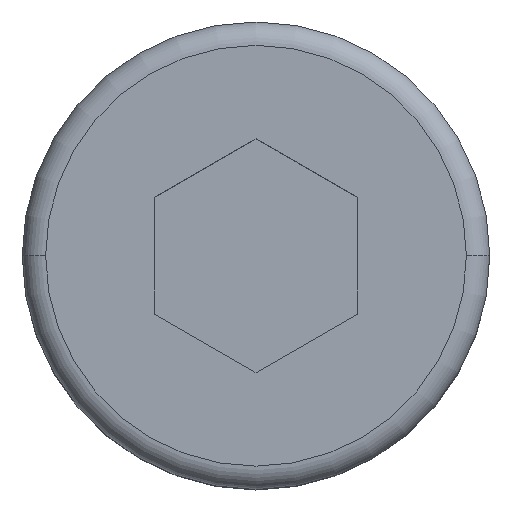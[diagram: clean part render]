
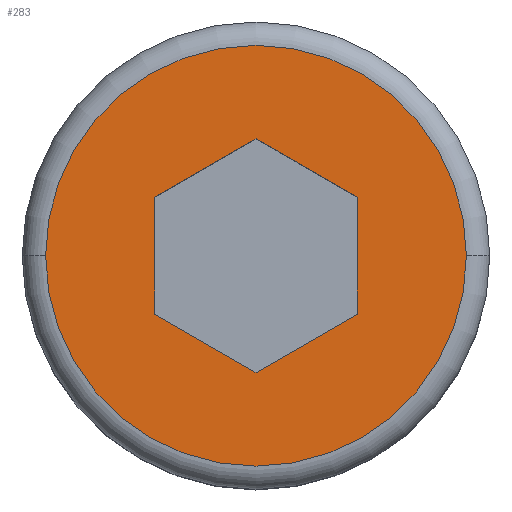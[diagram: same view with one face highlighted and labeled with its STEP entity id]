
A CAD part, top view. The second image highlights one B-rep face of the part: STEP entity #283.
In plain terms, the highlighted planar face has unit normal (0, 0, 1).
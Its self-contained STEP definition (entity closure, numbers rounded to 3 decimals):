
#6 = CARTESIAN_POINT ( 'NONE',  ( -4.5, 0., 36. ) ) ;
#8 = LINE ( 'NONE', #261, #507 ) ;
#37 = LINE ( 'NONE', #237, #81 ) ;
#50 = DIRECTION ( 'NONE',  ( 0., 0., 1. ) ) ;
#71 = VERTEX_POINT ( 'NONE', #186 ) ;
#75 = ORIENTED_EDGE ( 'NONE', *, *, #169, .F. ) ;
#81 = VECTOR ( 'NONE', #288, 1000. ) ;
#82 = CARTESIAN_POINT ( 'NONE',  ( 0., -2.5, 36. ) ) ;
#92 = CARTESIAN_POINT ( 'NONE',  ( 2.165, -1.25, 36. ) ) ;
#107 = CARTESIAN_POINT ( 'NONE',  ( -2.165, 1.25, 36. ) ) ;
#116 = LINE ( 'NONE', #310, #127 ) ;
#127 = VECTOR ( 'NONE', #313, 1000. ) ;
#128 = EDGE_CURVE ( 'NONE', #203, #527, #8, .T. ) ;
#131 = ORIENTED_EDGE ( 'NONE', *, *, #427, .F. ) ;
#136 = VERTEX_POINT ( 'NONE', #148 ) ;
#140 = CARTESIAN_POINT ( 'NONE',  ( 2.165, -1.25, 36. ) ) ;
#143 = ORIENTED_EDGE ( 'NONE', *, *, #149, .F. ) ;
#148 = CARTESIAN_POINT ( 'NONE',  ( -2.165, 1.25, 36. ) ) ;
#149 = EDGE_CURVE ( 'NONE', #136, #71, #162, .T. ) ;
#151 = DIRECTION ( 'NONE',  ( 0., -1., 0. ) ) ;
#153 = DIRECTION ( 'NONE',  ( 0.866, -0.5, 0. ) ) ;
#157 = CARTESIAN_POINT ( 'NONE',  ( 0., 0., 36. ) ) ;
#158 = EDGE_LOOP ( 'NONE', ( #385, #131, #222, #284, #143, #75 ) ) ;
#162 = LINE ( 'NONE', #107, #233 ) ;
#169 = EDGE_CURVE ( 'NONE', #360, #136, #116, .T. ) ;
#186 = CARTESIAN_POINT ( 'NONE',  ( -2.165, -1.25, 36. ) ) ;
#191 = CARTESIAN_POINT ( 'NONE',  ( 2.165, 1.25, 36. ) ) ;
#197 = CIRCLE ( 'NONE', #484, 4.5 ) ;
#203 = VERTEX_POINT ( 'NONE', #82 ) ;
#211 = VECTOR ( 'NONE', #482, 1000. ) ;
#213 = AXIS2_PLACEMENT_3D ( 'NONE', #157, #457, #513 ) ;
#219 = DIRECTION ( 'NONE',  ( 0., 0., 1. ) ) ;
#222 = ORIENTED_EDGE ( 'NONE', *, *, #128, .F. ) ;
#233 = VECTOR ( 'NONE', #151, 1000. ) ;
#237 = CARTESIAN_POINT ( 'NONE',  ( 2.165, 1.25, 36. ) ) ;
#241 = ORIENTED_EDGE ( 'NONE', *, *, #424, .T. ) ;
#248 = EDGE_CURVE ( 'NONE', #71, #203, #542, .T. ) ;
#261 = CARTESIAN_POINT ( 'NONE',  ( 0., -2.5, 36. ) ) ;
#266 = AXIS2_PLACEMENT_3D ( 'NONE', #531, #50, #339 ) ;
#267 = VERTEX_POINT ( 'NONE', #191 ) ;
#283 = ADVANCED_FACE ( 'NONE', ( #346, #302 ), #560, .T. ) ;
#284 = ORIENTED_EDGE ( 'NONE', *, *, #248, .F. ) ;
#288 = DIRECTION ( 'NONE',  ( -0.866, 0.5, 0. ) ) ;
#293 = VECTOR ( 'NONE', #153, 1000. ) ;
#300 = LINE ( 'NONE', #92, #211 ) ;
#302 = FACE_BOUND ( 'NONE', #158, .T. ) ;
#303 = CARTESIAN_POINT ( 'NONE',  ( 0., 0., 36. ) ) ;
#308 = EDGE_CURVE ( 'NONE', #267, #360, #37, .T. ) ;
#310 = CARTESIAN_POINT ( 'NONE',  ( 0., 2.5, 36. ) ) ;
#313 = DIRECTION ( 'NONE',  ( -0.866, -0.5, 0. ) ) ;
#339 = DIRECTION ( 'NONE',  ( 1., 0., 0. ) ) ;
#341 = VERTEX_POINT ( 'NONE', #6 ) ;
#346 = FACE_OUTER_BOUND ( 'NONE', #459, .T. ) ;
#360 = VERTEX_POINT ( 'NONE', #380 ) ;
#369 = CARTESIAN_POINT ( 'NONE',  ( -2.165, -1.25, 36. ) ) ;
#380 = CARTESIAN_POINT ( 'NONE',  ( 0., 2.5, 36. ) ) ;
#385 = ORIENTED_EDGE ( 'NONE', *, *, #308, .F. ) ;
#402 = VERTEX_POINT ( 'NONE', #434 ) ;
#424 = EDGE_CURVE ( 'NONE', #402, #341, #464, .T. ) ;
#427 = EDGE_CURVE ( 'NONE', #527, #267, #300, .T. ) ;
#434 = CARTESIAN_POINT ( 'NONE',  ( 4.5, 0., 36. ) ) ;
#453 = EDGE_CURVE ( 'NONE', #341, #402, #197, .T. ) ;
#457 = DIRECTION ( 'NONE',  ( 0., 0., 1. ) ) ;
#459 = EDGE_LOOP ( 'NONE', ( #241, #541 ) ) ;
#464 = CIRCLE ( 'NONE', #266, 4.5 ) ;
#482 = DIRECTION ( 'NONE',  ( 0., 1., 0. ) ) ;
#484 = AXIS2_PLACEMENT_3D ( 'NONE', #303, #219, #534 ) ;
#499 = DIRECTION ( 'NONE',  ( 0.866, 0.5, 0. ) ) ;
#507 = VECTOR ( 'NONE', #499, 1000. ) ;
#513 = DIRECTION ( 'NONE',  ( 1., 0., 0. ) ) ;
#527 = VERTEX_POINT ( 'NONE', #140 ) ;
#531 = CARTESIAN_POINT ( 'NONE',  ( 0., 0., 36. ) ) ;
#534 = DIRECTION ( 'NONE',  ( 1., 0., 0. ) ) ;
#541 = ORIENTED_EDGE ( 'NONE', *, *, #453, .T. ) ;
#542 = LINE ( 'NONE', #369, #293 ) ;
#560 = PLANE ( 'NONE',  #213 ) ;
